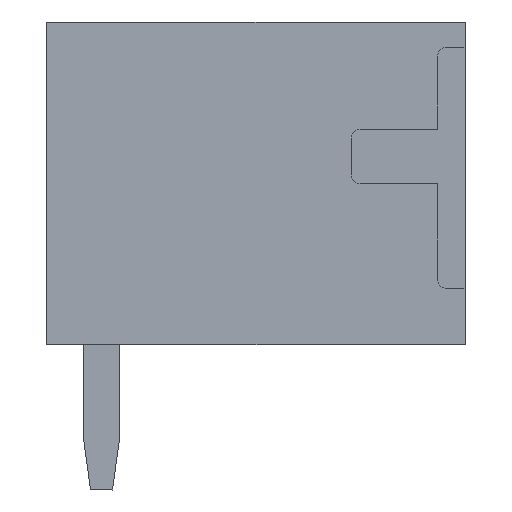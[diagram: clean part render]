
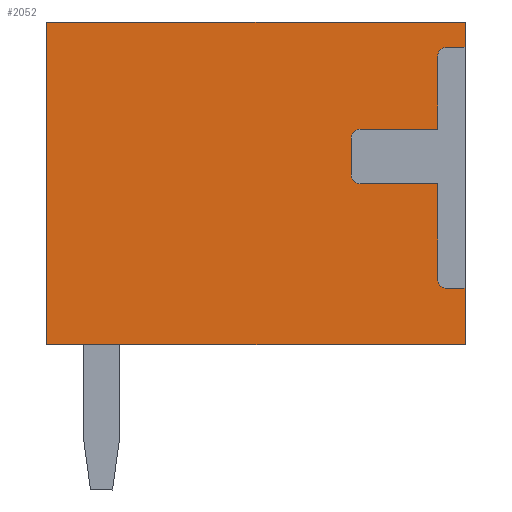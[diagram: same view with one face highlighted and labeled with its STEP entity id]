
A CAD part, left-side view. The second image highlights one B-rep face of the part: STEP entity #2052.
In plain terms, the highlighted planar face has unit normal (-1, 0, 0).
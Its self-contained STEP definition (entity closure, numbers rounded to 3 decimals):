
#1952=AXIS2_PLACEMENT_3D('Plane Axis2P3D',#1949,#1950,#1951) ;
#1968=AXIS2_PLACEMENT_3D('Circle Axis2P3D',#1966,#1967,$) ;
#1989=AXIS2_PLACEMENT_3D('Circle Axis2P3D',#1987,#1988,$) ;
#2003=AXIS2_PLACEMENT_3D('Circle Axis2P3D',#2001,#2002,$) ;
#2024=AXIS2_PLACEMENT_3D('Circle Axis2P3D',#2022,#2023,$) ;
#77=CARTESIAN_POINT('Vertex',(0.3,0.,10.3)) ;
#80=CARTESIAN_POINT('Line Origine',(0.3,0.,10.02)) ;
#84=CARTESIAN_POINT('Vertex',(0.3,0.,9.74)) ;
#105=CARTESIAN_POINT('Vertex',(0.3,0.,4.44)) ;
#108=CARTESIAN_POINT('Line Origine',(0.3,0.,3.82)) ;
#112=CARTESIAN_POINT('Vertex',(0.3,0.,3.2)) ;
#1519=CARTESIAN_POINT('Vertex',(0.3,9.2,10.3)) ;
#1522=CARTESIAN_POINT('Line Origine',(0.3,4.6,10.3)) ;
#1861=CARTESIAN_POINT('Line Origine',(0.3,4.6,3.2)) ;
#1865=CARTESIAN_POINT('Vertex',(0.3,9.2,3.2)) ;
#1949=CARTESIAN_POINT('Axis2P3D Location',(0.3,0.,0.)) ;
#1954=CARTESIAN_POINT('Line Origine',(0.3,9.2,6.75)) ;
#1959=CARTESIAN_POINT('Line Origine',(0.3,0.2,4.44)) ;
#1963=CARTESIAN_POINT('Vertex',(0.3,0.4,4.44)) ;
#1966=CARTESIAN_POINT('Axis2P3D Location',(0.3,0.4,4.64)) ;
#1970=CARTESIAN_POINT('Vertex',(0.3,0.6,4.64)) ;
#1973=CARTESIAN_POINT('Line Origine',(0.3,0.6,5.69)) ;
#1977=CARTESIAN_POINT('Vertex',(0.3,0.6,6.74)) ;
#1980=CARTESIAN_POINT('Line Origine',(0.3,1.45,6.74)) ;
#1984=CARTESIAN_POINT('Vertex',(0.3,2.3,6.74)) ;
#1987=CARTESIAN_POINT('Axis2P3D Location',(0.3,2.3,6.94)) ;
#1991=CARTESIAN_POINT('Vertex',(0.3,2.5,6.94)) ;
#1994=CARTESIAN_POINT('Line Origine',(0.3,2.5,7.34)) ;
#1998=CARTESIAN_POINT('Vertex',(0.3,2.5,7.74)) ;
#2001=CARTESIAN_POINT('Axis2P3D Location',(0.3,2.3,7.74)) ;
#2005=CARTESIAN_POINT('Vertex',(0.3,2.3,7.94)) ;
#2008=CARTESIAN_POINT('Line Origine',(0.3,1.45,7.94)) ;
#2012=CARTESIAN_POINT('Vertex',(0.3,0.6,7.94)) ;
#2015=CARTESIAN_POINT('Line Origine',(0.3,0.6,8.74)) ;
#2019=CARTESIAN_POINT('Vertex',(0.3,0.6,9.54)) ;
#2022=CARTESIAN_POINT('Axis2P3D Location',(0.3,0.4,9.54)) ;
#2026=CARTESIAN_POINT('Vertex',(0.3,0.4,9.74)) ;
#2029=CARTESIAN_POINT('Line Origine',(0.3,0.2,9.74)) ;
#81=DIRECTION('Vector Direction',(0.,0.,-1.)) ;
#109=DIRECTION('Vector Direction',(0.,0.,-1.)) ;
#1523=DIRECTION('Vector Direction',(0.,-1.,0.)) ;
#1862=DIRECTION('Vector Direction',(0.,1.,0.)) ;
#1950=DIRECTION('Axis2P3D Direction',(-1.,0.,0.)) ;
#1951=DIRECTION('Axis2P3D XDirection',(0.,-1.,0.)) ;
#1955=DIRECTION('Vector Direction',(0.,0.,1.)) ;
#1960=DIRECTION('Vector Direction',(0.,-1.,0.)) ;
#1967=DIRECTION('Axis2P3D Direction',(-1.,0.,0.)) ;
#1974=DIRECTION('Vector Direction',(0.,0.,-1.)) ;
#1981=DIRECTION('Vector Direction',(0.,-1.,0.)) ;
#1988=DIRECTION('Axis2P3D Direction',(-1.,0.,0.)) ;
#1995=DIRECTION('Vector Direction',(0.,0.,-1.)) ;
#2002=DIRECTION('Axis2P3D Direction',(-1.,0.,0.)) ;
#2009=DIRECTION('Vector Direction',(0.,1.,0.)) ;
#2016=DIRECTION('Vector Direction',(0.,0.,-1.)) ;
#2023=DIRECTION('Axis2P3D Direction',(-1.,0.,0.)) ;
#2030=DIRECTION('Vector Direction',(0.,1.,0.)) ;
#82=VECTOR('Line Direction',#81,1.) ;
#110=VECTOR('Line Direction',#109,1.) ;
#1524=VECTOR('Line Direction',#1523,1.) ;
#1863=VECTOR('Line Direction',#1862,1.) ;
#1956=VECTOR('Line Direction',#1955,1.) ;
#1961=VECTOR('Line Direction',#1960,1.) ;
#1975=VECTOR('Line Direction',#1974,1.) ;
#1982=VECTOR('Line Direction',#1981,1.) ;
#1996=VECTOR('Line Direction',#1995,1.) ;
#2010=VECTOR('Line Direction',#2009,1.) ;
#2017=VECTOR('Line Direction',#2016,1.) ;
#2031=VECTOR('Line Direction',#2030,1.) ;
#2035=ORIENTED_EDGE('',*,*,#86,.T.) ;
#2036=ORIENTED_EDGE('',*,*,#1526,.T.) ;
#2037=ORIENTED_EDGE('',*,*,#1958,.T.) ;
#2038=ORIENTED_EDGE('',*,*,#1867,.T.) ;
#2039=ORIENTED_EDGE('',*,*,#114,.T.) ;
#2040=ORIENTED_EDGE('',*,*,#1965,.T.) ;
#2041=ORIENTED_EDGE('',*,*,#1972,.T.) ;
#2042=ORIENTED_EDGE('',*,*,#1979,.T.) ;
#2043=ORIENTED_EDGE('',*,*,#1986,.T.) ;
#2044=ORIENTED_EDGE('',*,*,#1993,.T.) ;
#2045=ORIENTED_EDGE('',*,*,#2000,.T.) ;
#2046=ORIENTED_EDGE('',*,*,#2007,.T.) ;
#2047=ORIENTED_EDGE('',*,*,#2014,.T.) ;
#2048=ORIENTED_EDGE('',*,*,#2021,.T.) ;
#2049=ORIENTED_EDGE('',*,*,#2028,.T.) ;
#2050=ORIENTED_EDGE('',*,*,#2033,.T.) ;
#2052=ADVANCED_FACE('HOUSING',(#2051),#1953,.T.) ;
#1969=CIRCLE('generated circle',#1968,0.2) ;
#1990=CIRCLE('generated circle',#1989,0.2) ;
#2004=CIRCLE('generated circle',#2003,0.2) ;
#2025=CIRCLE('generated circle',#2024,0.2) ;
#86=EDGE_CURVE('',#85,#78,#83,.F.) ;
#114=EDGE_CURVE('',#113,#106,#111,.F.) ;
#1526=EDGE_CURVE('',#78,#1520,#1525,.F.) ;
#1867=EDGE_CURVE('',#1866,#113,#1864,.F.) ;
#1958=EDGE_CURVE('',#1520,#1866,#1957,.F.) ;
#1965=EDGE_CURVE('',#106,#1964,#1962,.F.) ;
#1972=EDGE_CURVE('',#1964,#1971,#1969,.F.) ;
#1979=EDGE_CURVE('',#1971,#1978,#1976,.F.) ;
#1986=EDGE_CURVE('',#1978,#1985,#1983,.F.) ;
#1993=EDGE_CURVE('',#1985,#1992,#1990,.F.) ;
#2000=EDGE_CURVE('',#1992,#1999,#1997,.F.) ;
#2007=EDGE_CURVE('',#1999,#2006,#2004,.F.) ;
#2014=EDGE_CURVE('',#2006,#2013,#2011,.F.) ;
#2021=EDGE_CURVE('',#2013,#2020,#2018,.F.) ;
#2028=EDGE_CURVE('',#2020,#2027,#2025,.F.) ;
#2033=EDGE_CURVE('',#2027,#85,#2032,.F.) ;
#2034=EDGE_LOOP('',(#2035,#2036,#2037,#2038,#2039,#2040,#2041,#2042,#2043,#2044,#2045,#2046,#2047,#2048,#2049,#2050)) ;
#2051=FACE_OUTER_BOUND('',#2034,.T.) ;
#83=LINE('Line',#80,#82) ;
#111=LINE('Line',#108,#110) ;
#1525=LINE('Line',#1522,#1524) ;
#1864=LINE('Line',#1861,#1863) ;
#1957=LINE('Line',#1954,#1956) ;
#1962=LINE('Line',#1959,#1961) ;
#1976=LINE('Line',#1973,#1975) ;
#1983=LINE('Line',#1980,#1982) ;
#1997=LINE('Line',#1994,#1996) ;
#2011=LINE('Line',#2008,#2010) ;
#2018=LINE('Line',#2015,#2017) ;
#2032=LINE('Line',#2029,#2031) ;
#1953=PLANE('',#1952) ;
#78=VERTEX_POINT('',#77) ;
#85=VERTEX_POINT('',#84) ;
#106=VERTEX_POINT('',#105) ;
#113=VERTEX_POINT('',#112) ;
#1520=VERTEX_POINT('',#1519) ;
#1866=VERTEX_POINT('',#1865) ;
#1964=VERTEX_POINT('',#1963) ;
#1971=VERTEX_POINT('',#1970) ;
#1978=VERTEX_POINT('',#1977) ;
#1985=VERTEX_POINT('',#1984) ;
#1992=VERTEX_POINT('',#1991) ;
#1999=VERTEX_POINT('',#1998) ;
#2006=VERTEX_POINT('',#2005) ;
#2013=VERTEX_POINT('',#2012) ;
#2020=VERTEX_POINT('',#2019) ;
#2027=VERTEX_POINT('',#2026) ;
